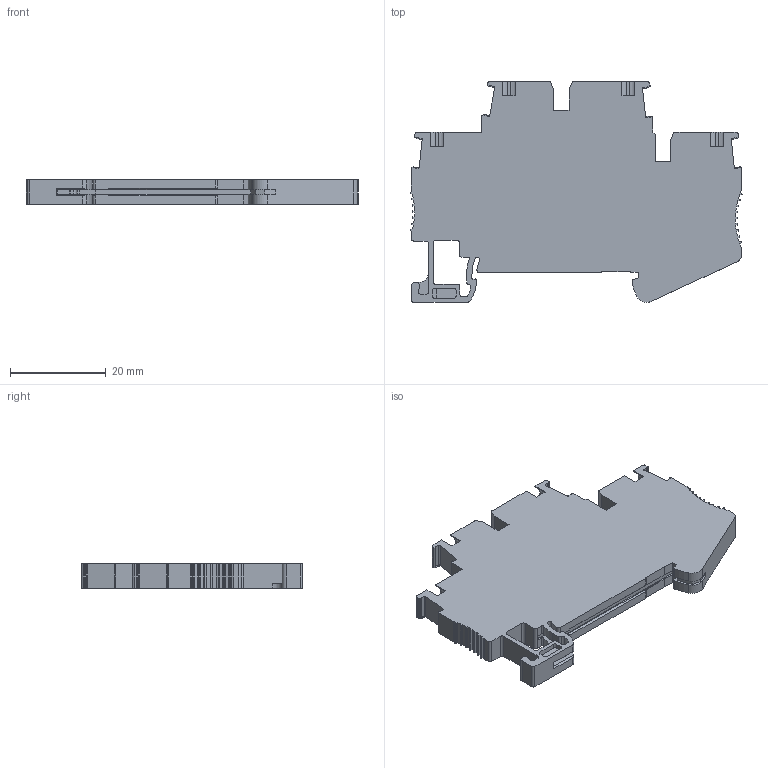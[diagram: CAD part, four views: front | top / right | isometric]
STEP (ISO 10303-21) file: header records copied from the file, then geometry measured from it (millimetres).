
FILE_DESCRIPTION( ('This file contains a STEP AP42 implementation' ,'as created by ZW3D STEP Interface translator.') ,'2;1' );
FILE_NAME( 'RPVTT 2.5耀倰.stp' ,'2311 2. 92237', (''), ('ZWCAD Software Co.'), 'Version 1.0', 'ZW3D to STEP translator', '' );
FILE_SCHEMA(('AUTOMOTIVE_DESIGN { 1 0 10303 214 1 1 1 1 }'));
Length unit declared in the file: millimetre
Products named in the file (2): 0; RPVTT 2.5耀倰
Bounding box: 69.23 x 46.05 x 5.15 mm (x, y, z)
Volume: 11451.9 mm3; surface area: 7078.8 mm2
Topology: 1 solids, 1 shells, 532 faces, 1566 edges, 1046 vertices
Faces by surface type: plane 345, cylinder 181, bspline 6
Entity records: 18294 total; most frequent: CARTESIAN_POINT 3201, ORIENTED_EDGE 3132, DIRECTION 2971, EDGE_CURVE 1566, VECTOR 1203, LINE 1203, VERTEX_POINT 1046, AXIS2_PLACEMENT_3D 884
